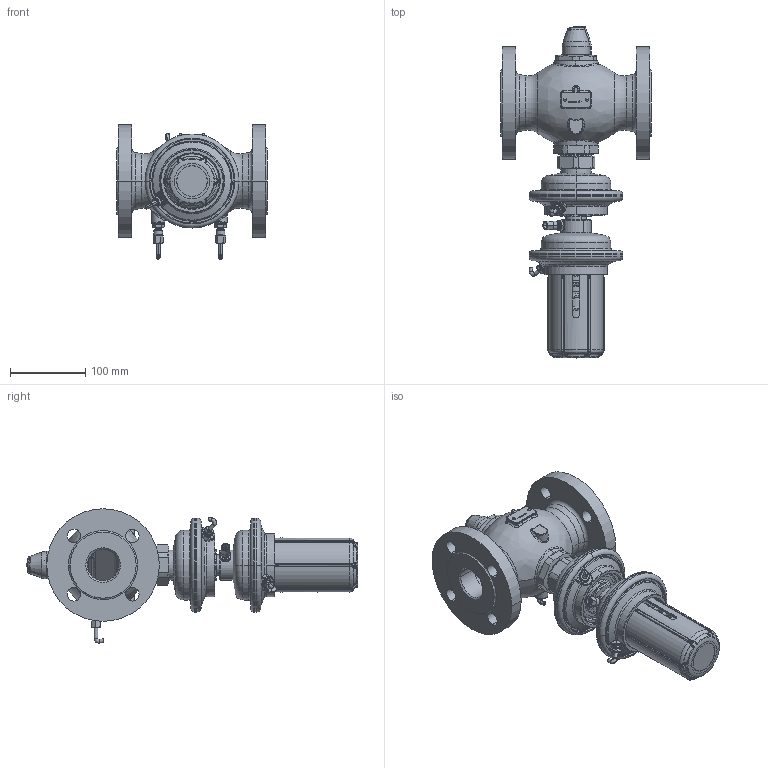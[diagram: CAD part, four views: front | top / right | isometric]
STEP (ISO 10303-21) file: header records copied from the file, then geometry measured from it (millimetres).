
FILE_DESCRIPTION((''),'2;1');
FILE_NAME('003H6570','2015-03-10T',('u317927'),('Danfoss'),'PRO/ENGINEER BY PARAMETRIC TECHNOLOGY CORPORATION, 2014000','PRO/ENGINEER BY PARAMETRIC TECHNOLOGY CORPORATION, 2014000','');
FILE_SCHEMA(('CONFIG_CONTROL_DESIGN'));
Length unit declared in the file: millimetre
Products named in the file (1): 003H6570
Bounding box: 200 x 442.27 x 179.1 mm (x, y, z)
Volume: 1795253 mm3; surface area: 503682.6 mm2
Topology: 3 solids, 3 shells, 2074 faces, 4853 edges, 2893 vertices
Faces by surface type: cylinder 540, plane 513, cone 374, torus 323, bspline 302, sphere 22
Entity records: 94905 total; most frequent: CARTESIAN_POINT 49332, ORIENTED_EDGE 9684, DIRECTION 9455, EDGE_CURVE 4842, AXIS2_PLACEMENT_3D 4025, VERTEX_POINT 2893, EDGE_LOOP 2259, CIRCLE 2253
